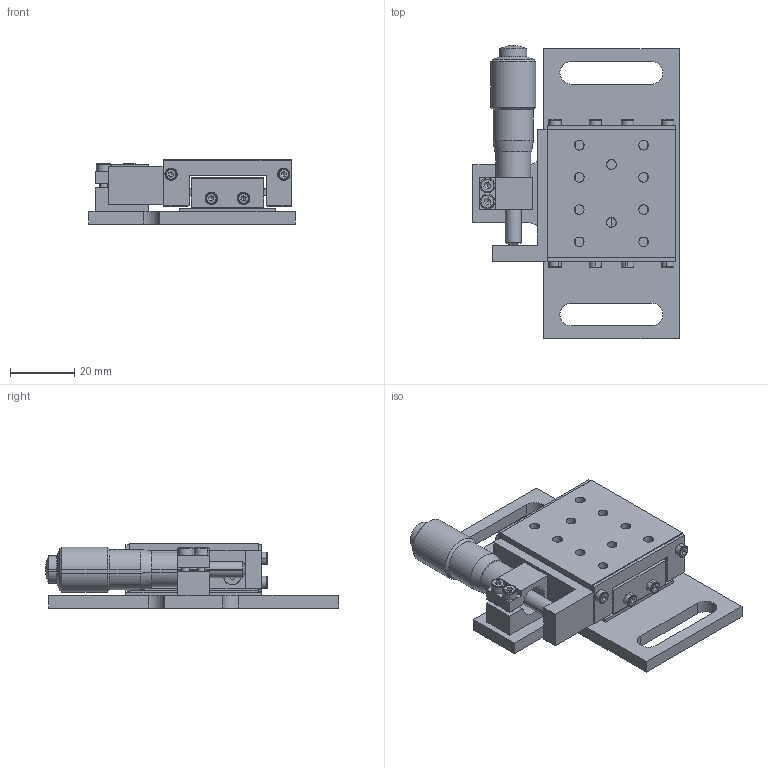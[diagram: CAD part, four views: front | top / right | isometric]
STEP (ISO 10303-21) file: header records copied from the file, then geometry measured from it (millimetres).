
FILE_DESCRIPTION(/* description */ (''),/* implementation_level */ '2;1');
FILE_NAME(/* name */ '02-TS3~1',/* time_stamp */ '2021-12-14T11:20:46+03:00',/* author */ (''),/* organization */ (''),/* preprocessor_version */ 'ST-DEVELOPER v15',/* originating_system */ '',/* authorisation */ '');
FILE_SCHEMA (('AUTOMOTIVE_DESIGN'));
Length unit declared in the file: millimetre
Products named in the file (1): Document
Bounding box: 64 x 91 x 20 mm (x, y, z)
Volume: 26.1 mm3; surface area: 25624.4 mm2
Topology: 16 solids, 31 shells, 621 faces, 1716 edges, 1110 vertices
Faces by surface type: bspline 621
Entity records: 44934 total; most frequent: CARTESIAN_POINT 24342, B_SPLINE_CURVE_WITH_KNOTS 3683, ORIENTED_EDGE 3230, PCURVE 3230, DEFINITIONAL_REPRESENTATION 3230, SURFACE_CURVE 1684, EDGE_CURVE 1684, VERTEX_POINT 1110
